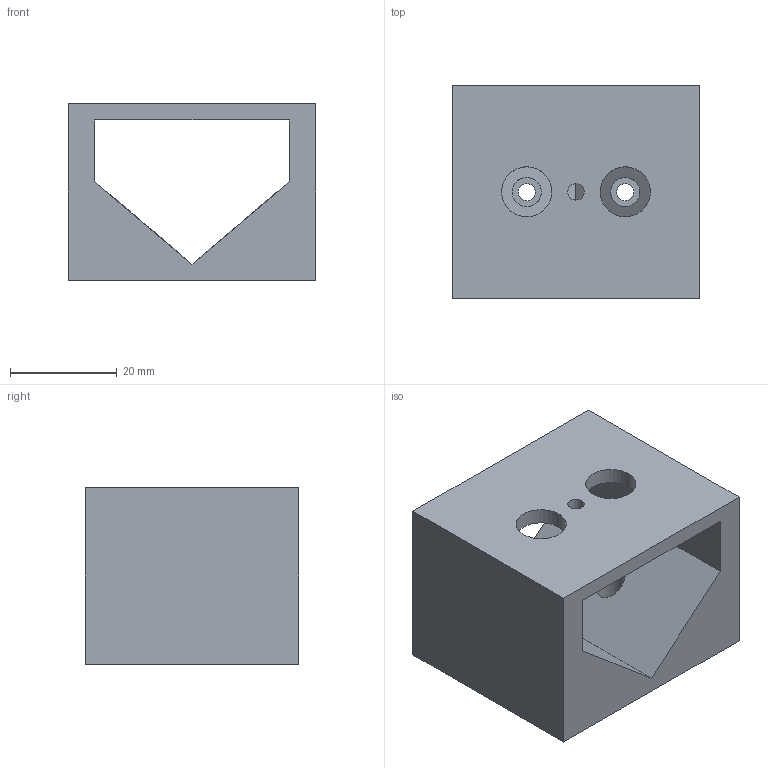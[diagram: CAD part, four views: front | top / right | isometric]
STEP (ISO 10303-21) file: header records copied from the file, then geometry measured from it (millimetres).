
FILE_DESCRIPTION(/* description */ (''),/* implementation_level */ '2;1');
FILE_NAME(/* name */ '',/* time_stamp */ '2026-01-11T13:47:47+03:00',/* author */ ('Service'),/* organization */ (''),/* preprocessor_version */ 'ST-DEVELOPER v20',/* originating_system */ 'Autodesk Inventor 2024',/* authorisation */ '');
FILE_SCHEMA (('AUTOMOTIVE_DESIGN { 1 0 10303 214 3 1 1 }'));
Length unit declared in the file: millimetre
Products named in the file (1): верх крепления 
маркера
Bounding box: 46.47 x 40 x 33 mm (x, y, z)
Volume: 32346.6 mm3; surface area: 12510.4 mm2
Topology: 1 solids, 1 shells, 20 faces, 48 edges, 32 vertices
Faces by surface type: plane 13, cylinder 7
Full cylindrical faces by diameter (mm): 3.1 x1, 3.2 x2, 5.487 x2, 9.394 x2
Entity records: 653 total; most frequent: DIRECTION 104, CARTESIAN_POINT 101, ORIENTED_EDGE 96, EDGE_CURVE 48, AXIS2_PLACEMENT_3D 35, EDGE_LOOP 34, LINE 34, VECTOR 34
